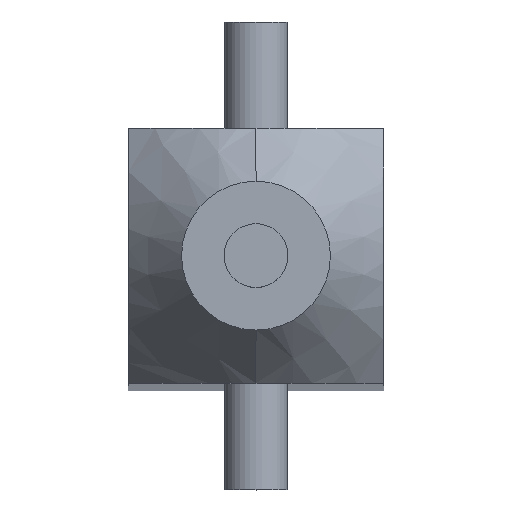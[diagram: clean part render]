
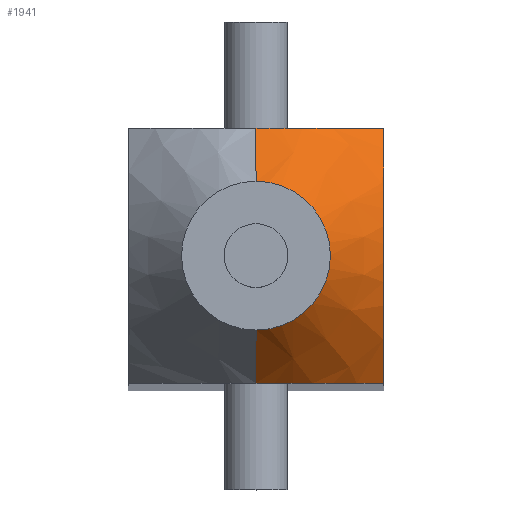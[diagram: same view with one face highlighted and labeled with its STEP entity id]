
A CAD part, top view. The second image highlights one B-rep face of the part: STEP entity #1941.
In plain terms, the highlighted conical face has half-angle 40 degrees and reference radius 5.993 mm.
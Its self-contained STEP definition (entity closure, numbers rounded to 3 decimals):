
#534=CARTESIAN_POINT('',(0.,-6.,221.02));
#535=CARTESIAN_POINT('',(0.192,-6.,221.02));
#536=CARTESIAN_POINT('',(0.576,-6.,220.998));
#537=CARTESIAN_POINT('',(1.154,-6.,220.9));
#538=CARTESIAN_POINT('',(1.74,-6.,220.736));
#539=CARTESIAN_POINT('',(2.342,-6.,220.505));
#540=CARTESIAN_POINT('',(2.965,-6.,220.205));
#541=CARTESIAN_POINT('',(3.627,-6.,219.825));
#542=CARTESIAN_POINT('',(4.343,-6.,219.354));
#543=CARTESIAN_POINT('',(5.124,-6.,218.778));
#544=CARTESIAN_POINT('',(5.7,-6.,218.312));
#545=CARTESIAN_POINT('',(6.,-6.,218.058));
#550=DIRECTION('',(0.,0.643,0.766));
#551=VECTOR('',#550,3.889);
#552=CARTESIAN_POINT('',(0.,-6.,221.02));
#553=LINE('',#552,#551);
#557=DIRECTION('',(0.,-0.643,0.766));
#558=VECTOR('',#557,3.889);
#559=CARTESIAN_POINT('',(0.,6.,
221.02));
#560=LINE('',#559,#558);
#564=CARTESIAN_POINT('',(6.,6.,218.058));
#565=CARTESIAN_POINT('',(5.695,6.,218.315));
#566=CARTESIAN_POINT('',(5.111,6.,218.788));
#567=CARTESIAN_POINT('',(4.316,6.,219.373));
#568=CARTESIAN_POINT('',(3.589,6.,219.849));
#569=CARTESIAN_POINT('',(2.921,6.,220.228));
#570=CARTESIAN_POINT('',(2.298,6.,220.524));
#571=CARTESIAN_POINT('',(1.701,6.,220.749));
#572=CARTESIAN_POINT('',(1.126,6.,220.906));
#573=CARTESIAN_POINT('',(0.562,6.,220.999));
#574=CARTESIAN_POINT('',(0.187,6.,221.02));
#575=CARTESIAN_POINT('',(0.,6.,
221.02));
#580=CARTESIAN_POINT('',(6.,-6.,218.058));
#581=CARTESIAN_POINT('',(6.,-5.569,218.422));
#582=CARTESIAN_POINT('',(6.,-4.73,219.091));
#583=CARTESIAN_POINT('',(6.,-3.538,219.899));
#584=CARTESIAN_POINT('',(6.,-2.373,220.517));
#585=CARTESIAN_POINT('',(6.,-1.155,220.934));
#586=CARTESIAN_POINT('',(6.,0.067,221.07));
#587=CARTESIAN_POINT('',(6.,1.285,220.901));
#588=CARTESIAN_POINT('',(6.,2.483,220.465));
#589=CARTESIAN_POINT('',(6.,3.624,219.845));
#590=CARTESIAN_POINT('',(6.,4.773,219.057));
#591=CARTESIAN_POINT('',(6.,5.584,218.409));
#592=CARTESIAN_POINT('',(6.,6.,218.058));
#744=CARTESIAN_POINT('',(0.,0.,224.));
#745=DIRECTION('',(0.,0.,1.));
#746=DIRECTION('',(0.,-1.,0.));
#747=AXIS2_PLACEMENT_3D('',#744,#745,#746);
#1512=CARTESIAN_POINT('',(6.,-6.,218.058));
#1513=VERTEX_POINT('',#1512);
#1516=CARTESIAN_POINT('',(6.,6.,218.058));
#1518=VERTEX_POINT('',#1516);
#1524=CARTESIAN_POINT('',(0.,6.,
221.02));
#1525=CARTESIAN_POINT('',(0.,3.5,224.));
#1526=VERTEX_POINT('',#1524);
#1527=VERTEX_POINT('',#1525);
#1528=CARTESIAN_POINT('',(0.,-6.,221.02));
#1529=CARTESIAN_POINT('',(0.,-3.5,224.));
#1530=VERTEX_POINT('',#1528);
#1531=VERTEX_POINT('',#1529);
#1924=CARTESIAN_POINT('',(0.,0.,221.029));
#1925=DIRECTION('',(0.,0.,-1.));
#1926=DIRECTION('',(0.,-1.,0.));
#1927=AXIS2_PLACEMENT_3D('',#1924,#1925,#1926);
#1928=CONICAL_SURFACE('',#1927,5.993,40.);
#1929=ORIENTED_EDGE('',*,*,#1759,.F.);
#1931=ORIENTED_EDGE('',*,*,#1930,.T.);
#1933=ORIENTED_EDGE('',*,*,#1932,.T.);
#1935=ORIENTED_EDGE('',*,*,#1934,.F.);
#1937=ORIENTED_EDGE('',*,*,#1936,.F.);
#1938=ORIENTED_EDGE('',*,*,#1807,.F.);
#1939=EDGE_LOOP('',(#1929,#1931,#1933,#1935,#1937,#1938));
#1940=FACE_OUTER_BOUND('',#1939,.F.);
#546=B_SPLINE_CURVE_WITH_KNOTS('',3,(#534,#535,#536,#537,#538,#539,#540,#541,
#542,#543,#544,#545),.UNSPECIFIED.,.F.,.F.,(4,1,1,1,1,1,1,1,1,4),(0.,
0.111,0.222,0.333,0.444,
0.556,0.667,0.778,0.889,1.),
.UNSPECIFIED.);
#576=B_SPLINE_CURVE_WITH_KNOTS('',3,(#564,#565,#566,#567,#568,#569,#570,#571,
#572,#573,#574,#575),.UNSPECIFIED.,.F.,.F.,(4,1,1,1,1,1,1,1,1,4),(0.,
0.111,0.222,0.333,0.444,
0.556,0.667,0.778,0.889,1.),
.UNSPECIFIED.);
#593=B_SPLINE_CURVE_WITH_KNOTS('',3,(#580,#581,#582,#583,#584,#585,#586,#587,
#588,#589,#590,#591,#592),.UNSPECIFIED.,.F.,.F.,(4,1,1,1,1,1,1,1,1,1,4),(0.,
0.1,0.2,0.3,0.4,0.5,0.6,0.7,0.8,0.9,1.),.UNSPECIFIED.);
#748=CIRCLE('',#747,3.5);
#1759=EDGE_CURVE('',#1530,#1513,#546,.T.);
#1807=EDGE_CURVE('',#1513,#1518,#593,.T.);
#1930=EDGE_CURVE('',#1530,#1531,#553,.T.);
#1932=EDGE_CURVE('',#1531,#1527,#748,.T.);
#1934=EDGE_CURVE('',#1526,#1527,#560,.T.);
#1936=EDGE_CURVE('',#1518,#1526,#576,.T.);
#1941=ADVANCED_FACE('',(#1940),#1928,.T.);
